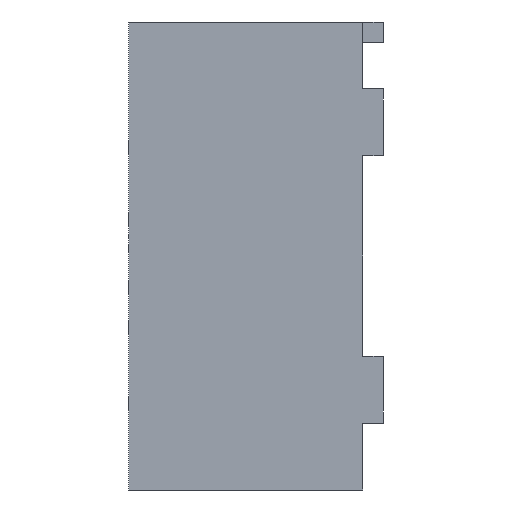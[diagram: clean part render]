
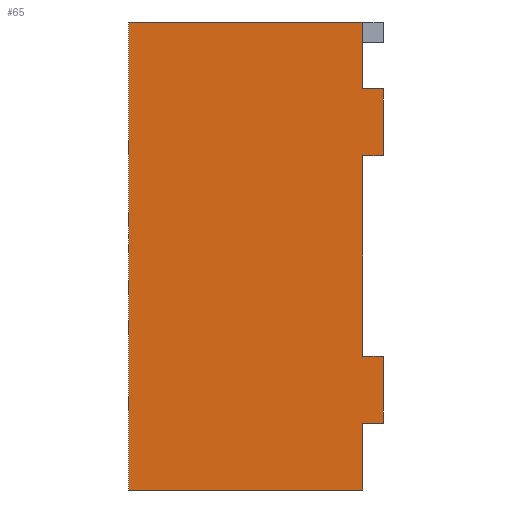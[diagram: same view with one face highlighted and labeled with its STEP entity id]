
A CAD part, left-side view. The second image highlights one B-rep face of the part: STEP entity #65.
In plain terms, the highlighted planar face has unit normal (-1, 0, 0).
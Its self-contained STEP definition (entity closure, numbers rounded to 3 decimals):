
#65=ADVANCED_FACE('',(#117),#936,.T.);
#117=FACE_OUTER_BOUND('',#169,.T.);
#169=EDGE_LOOP('',(#318,#319,#320,#321,#322,#323,#324,#325,#326,#327,#328,
#329));
#318=ORIENTED_EDGE('',*,*,#517,.T.);
#319=ORIENTED_EDGE('',*,*,#518,.T.);
#320=ORIENTED_EDGE('',*,*,#511,.T.);
#321=ORIENTED_EDGE('',*,*,#588,.T.);
#322=ORIENTED_EDGE('',*,*,#593,.F.);
#323=ORIENTED_EDGE('',*,*,#591,.F.);
#324=ORIENTED_EDGE('',*,*,#597,.T.);
#325=ORIENTED_EDGE('',*,*,#576,.T.);
#326=ORIENTED_EDGE('',*,*,#581,.F.);
#327=ORIENTED_EDGE('',*,*,#579,.F.);
#328=ORIENTED_EDGE('',*,*,#585,.T.);
#329=ORIENTED_EDGE('',*,*,#519,.F.);
#511=EDGE_CURVE('',#808,#864,#707,.T.);
#517=EDGE_CURVE('',#818,#819,#713,.T.);
#518=EDGE_CURVE('',#819,#808,#714,.T.);
#519=EDGE_CURVE('',#818,#811,#715,.T.);
#576=EDGE_CURVE('',#856,#853,#770,.T.);
#579=EDGE_CURVE('',#857,#855,#773,.T.);
#581=EDGE_CURVE('',#855,#853,#775,.T.);
#585=EDGE_CURVE('',#857,#811,#779,.T.);
#588=EDGE_CURVE('',#864,#861,#782,.T.);
#591=EDGE_CURVE('',#865,#863,#785,.T.);
#593=EDGE_CURVE('',#863,#861,#787,.T.);
#597=EDGE_CURVE('',#865,#856,#791,.T.);
#707=B_SPLINE_CURVE_WITH_KNOTS('',1,(#2725,#2726),.UNSPECIFIED.,.F.,.F.,
(2,2),(0.,10.),.UNSPECIFIED.);
#713=B_SPLINE_CURVE_WITH_KNOTS('',1,(#2737,#2738),.UNSPECIFIED.,.F.,.F.,
(2,2),(-106.,-36.),.UNSPECIFIED.);
#714=B_SPLINE_CURVE_WITH_KNOTS('',1,(#2739,#2740),.UNSPECIFIED.,.F.,.F.,
(2,2),(245.,280.),.UNSPECIFIED.);
#715=B_SPLINE_CURVE_WITH_KNOTS('',1,(#2741,#2742),.UNSPECIFIED.,.F.,.F.,
(2,2),(245.,280.),.UNSPECIFIED.);
#770=B_SPLINE_CURVE_WITH_KNOTS('',1,(#2857,#2858),.UNSPECIFIED.,.F.,.F.,
(2,2),(0.,3.),.UNSPECIFIED.);
#773=B_SPLINE_CURVE_WITH_KNOTS('',1,(#2863,#2864),.UNSPECIFIED.,.F.,.F.,
(2,2),(0.,3.),.UNSPECIFIED.);
#775=B_SPLINE_CURVE_WITH_KNOTS('',1,(#2867,#2868),.UNSPECIFIED.,.F.,.F.,
(2,2),(16.,26.),.UNSPECIFIED.);
#779=B_SPLINE_CURVE_WITH_KNOTS('',1,(#2875,#2876),.UNSPECIFIED.,.F.,.F.,
(2,2),(60.,70.),.UNSPECIFIED.);
#782=B_SPLINE_CURVE_WITH_KNOTS('',1,(#2881,#2882),.UNSPECIFIED.,.F.,.F.,
(2,2),(0.,3.),.UNSPECIFIED.);
#785=B_SPLINE_CURVE_WITH_KNOTS('',1,(#2887,#2888),.UNSPECIFIED.,.F.,.F.,
(2,2),(0.,3.),.UNSPECIFIED.);
#787=B_SPLINE_CURVE_WITH_KNOTS('',1,(#2891,#2892),.UNSPECIFIED.,.F.,.F.,
(2,2),(16.,26.),.UNSPECIFIED.);
#791=B_SPLINE_CURVE_WITH_KNOTS('',1,(#2899,#2900),.UNSPECIFIED.,.F.,.F.,
(2,2),(20.,50.),.UNSPECIFIED.);
#808=VERTEX_POINT('',#2619);
#811=VERTEX_POINT('',#2622);
#818=VERTEX_POINT('',#2629);
#819=VERTEX_POINT('',#2630);
#853=VERTEX_POINT('',#2664);
#855=VERTEX_POINT('',#2666);
#856=VERTEX_POINT('',#2667);
#857=VERTEX_POINT('',#2668);
#861=VERTEX_POINT('',#2672);
#863=VERTEX_POINT('',#2674);
#864=VERTEX_POINT('',#2675);
#865=VERTEX_POINT('',#2676);
#936=PLANE('',#1044);
#1044=AXIS2_PLACEMENT_3D('',#1268,#1131,$);
#1131=DIRECTION('',(-1.,0.,0.));
#1268=CARTESIAN_POINT('',(1492.863,-59.584,0.));
#2619=CARTESIAN_POINT('',(1492.863,-98.084,0.));
#2622=CARTESIAN_POINT('',(1492.863,-98.084,70.));
#2629=CARTESIAN_POINT('',(1492.863,-63.084,70.));
#2630=CARTESIAN_POINT('',(1492.863,-63.084,0.));
#2664=CARTESIAN_POINT('',(1492.863,-101.084,50.));
#2666=CARTESIAN_POINT('',(1492.863,-101.084,60.));
#2667=CARTESIAN_POINT('',(1492.863,-98.084,50.));
#2668=CARTESIAN_POINT('',(1492.863,-98.084,60.));
#2672=CARTESIAN_POINT('',(1492.863,-101.084,10.));
#2674=CARTESIAN_POINT('',(1492.863,-101.084,20.));
#2675=CARTESIAN_POINT('',(1492.863,-98.084,10.));
#2676=CARTESIAN_POINT('',(1492.863,-98.084,20.));
#2725=CARTESIAN_POINT('',(1492.863,-98.084,0.));
#2726=CARTESIAN_POINT('',(1492.863,-98.084,10.));
#2737=CARTESIAN_POINT('',(1492.863,-63.084,70.));
#2738=CARTESIAN_POINT('',(1492.863,-63.084,0.));
#2739=CARTESIAN_POINT('',(1492.863,-63.084,0.));
#2740=CARTESIAN_POINT('',(1492.863,-98.084,0.));
#2741=CARTESIAN_POINT('',(1492.863,-63.084,70.));
#2742=CARTESIAN_POINT('',(1492.863,-98.084,70.));
#2857=CARTESIAN_POINT('',(1492.863,-98.084,50.));
#2858=CARTESIAN_POINT('',(1492.863,-101.084,50.));
#2863=CARTESIAN_POINT('',(1492.863,-98.084,60.));
#2864=CARTESIAN_POINT('',(1492.863,-101.084,60.));
#2867=CARTESIAN_POINT('',(1492.863,-101.084,60.));
#2868=CARTESIAN_POINT('',(1492.863,-101.084,50.));
#2875=CARTESIAN_POINT('',(1492.863,-98.084,60.));
#2876=CARTESIAN_POINT('',(1492.863,-98.084,70.));
#2881=CARTESIAN_POINT('',(1492.863,-98.084,10.));
#2882=CARTESIAN_POINT('',(1492.863,-101.084,10.));
#2887=CARTESIAN_POINT('',(1492.863,-98.084,20.));
#2888=CARTESIAN_POINT('',(1492.863,-101.084,20.));
#2891=CARTESIAN_POINT('',(1492.863,-101.084,20.));
#2892=CARTESIAN_POINT('',(1492.863,-101.084,10.));
#2899=CARTESIAN_POINT('',(1492.863,-98.084,20.));
#2900=CARTESIAN_POINT('',(1492.863,-98.084,50.));
